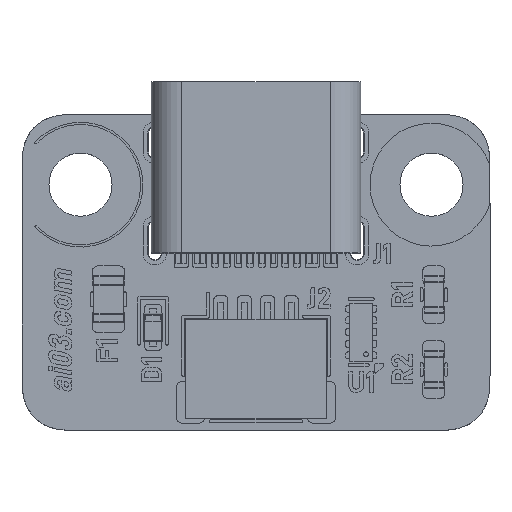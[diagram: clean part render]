
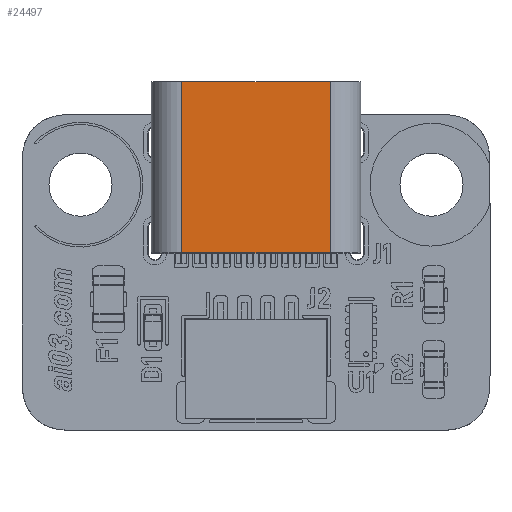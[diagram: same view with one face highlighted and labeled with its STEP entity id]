
A CAD part, top view. The second image highlights one B-rep face of the part: STEP entity #24497.
In plain terms, the highlighted planar face has unit normal (0, 0, 1).
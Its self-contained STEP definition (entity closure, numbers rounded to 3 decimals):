
#1770=FACE_OUTER_BOUND('',#2791,.T.);
#2791=EDGE_LOOP('',(#17635,#17636,#17637,#17638));
#4116=LINE('',#35307,#7129);
#4117=LINE('',#35311,#7130);
#4118=LINE('',#35313,#7131);
#4119=LINE('',#35314,#7132);
#7129=VECTOR('',#28275,1.);
#7130=VECTOR('',#28280,1.);
#7131=VECTOR('',#28281,1.);
#7132=VECTOR('',#28282,1.);
#10078=VERTEX_POINT('',#35304);
#10079=VERTEX_POINT('',#35306);
#10080=VERTEX_POINT('',#35310);
#10081=VERTEX_POINT('',#35312);
#13346=EDGE_CURVE('',#10078,#10079,#4116,.T.);
#13348=EDGE_CURVE('',#10078,#10080,#4117,.T.);
#13349=EDGE_CURVE('',#10080,#10081,#4118,.T.);
#13350=EDGE_CURVE('',#10081,#10079,#4119,.T.);
#17635=ORIENTED_EDGE('',*,*,#13348,.T.);
#17636=ORIENTED_EDGE('',*,*,#13349,.T.);
#17637=ORIENTED_EDGE('',*,*,#13350,.T.);
#17638=ORIENTED_EDGE('',*,*,#13346,.F.);
#23376=PLANE('',#25784);
#24497=ADVANCED_FACE('',(#1770),#23376,.T.);
#25784=AXIS2_PLACEMENT_3D('',#35309,#28278,#28279);
#28275=DIRECTION('',(0.,-1.,0.));
#28278=DIRECTION('center_axis',(0.,0.,1.));
#28279=DIRECTION('ref_axis',(1.,0.,0.));
#28280=DIRECTION('',(-1.,0.,0.));
#28281=DIRECTION('',(0.,-1.,0.));
#28282=DIRECTION('',(1.,0.,0.));
#35304=CARTESIAN_POINT('',(3.17,7.32,3.26));
#35306=CARTESIAN_POINT('',(3.17,0.,3.26));
#35307=CARTESIAN_POINT('',(3.17,0.,3.26));
#35309=CARTESIAN_POINT('Origin',(0.,3.675,3.26));
#35310=CARTESIAN_POINT('',(-3.17,7.32,3.26));
#35311=CARTESIAN_POINT('',(0.,7.32,3.26));
#35312=CARTESIAN_POINT('',(-3.17,0.,3.26));
#35313=CARTESIAN_POINT('',(-3.17,0.,3.26));
#35314=CARTESIAN_POINT('',(4.47,0.,3.26));
